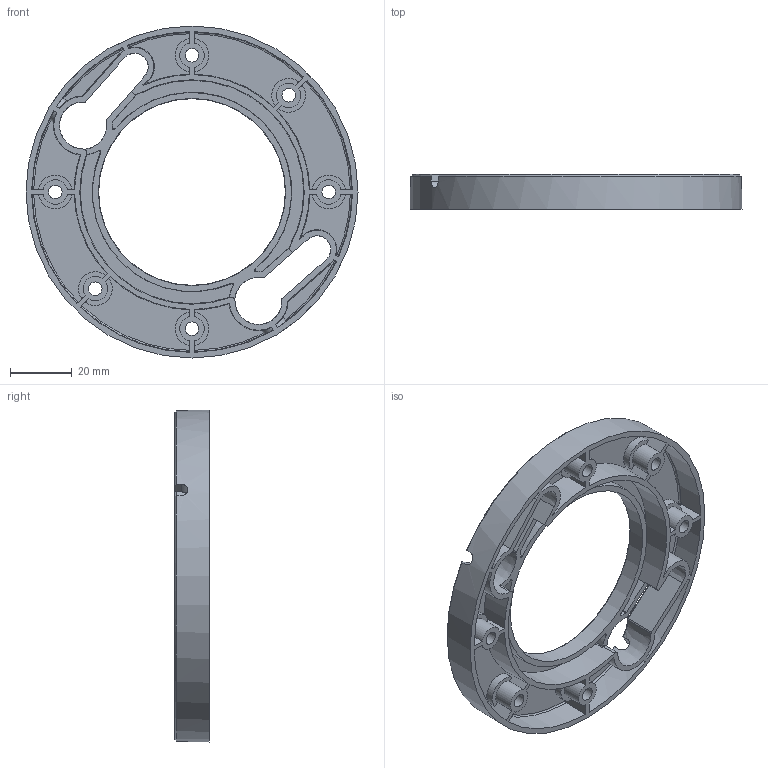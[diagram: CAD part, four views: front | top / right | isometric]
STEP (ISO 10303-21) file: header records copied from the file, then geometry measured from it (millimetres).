
FILE_DESCRIPTION(/* description */ (''),/* implementation_level */ '2;1');
FILE_NAME(/* name */ '4.25'''' diameter Turntable Bearing-Parts\276-1810-004.ipt.step',/* time_stamp */ '2020-04-16T22:55:08-04:00',/* author */ ('Jordan'),/* organization */ (''),/* preprocessor_version */ 'ST-DEVELOPER v17',/* originating_system */ 'Autodesk Inventor 2019',/* authorisation */ '');
FILE_SCHEMA (('AUTOMOTIVE_DESIGN { 1 0 10303 214 3 1 1 }'));
Length unit declared in the file: inch
Products named in the file (1): 276-1810-004
Bounding box: 107.95 x 11.36 x 107.95 mm (x, y, z)
Volume: 26130.1 mm3; surface area: 28692.6 mm2
Topology: 1 solids, 1 shells, 208 faces, 594 edges, 401 vertices
Faces by surface type: plane 85, cylinder 46, cone 43, torus 16, bspline 14, sphere 4
Full cylindrical faces by diameter (mm): 4.4 x6, 8.5 x6
Entity records: 8765 total; most frequent: CARTESIAN_POINT 3287, ORIENTED_EDGE 1188, DIRECTION 1101, EDGE_CURVE 594, AXIS2_PLACEMENT_3D 418, VERTEX_POINT 401, LINE 265, VECTOR 265
